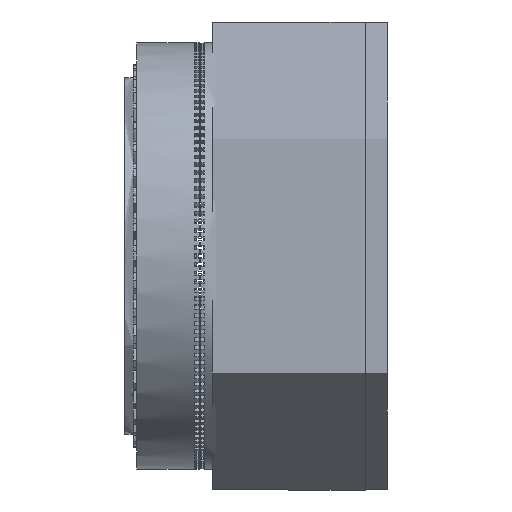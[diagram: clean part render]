
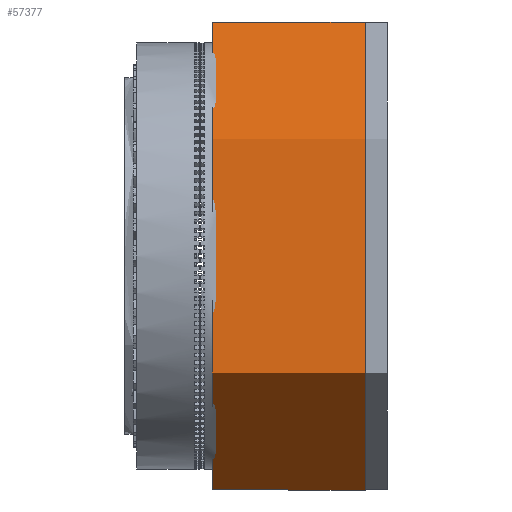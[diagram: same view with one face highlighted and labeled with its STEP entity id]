
A CAD part, front view. The second image highlights one B-rep face of the part: STEP entity #57377.
In plain terms, the highlighted cylindrical face has radius 66.675 mm (diameter 133.35 mm), a partial arc.
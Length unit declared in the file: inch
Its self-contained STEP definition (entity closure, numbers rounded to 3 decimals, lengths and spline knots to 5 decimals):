
#238 = EDGE_CURVE ( 'NONE', #72669, #77403, #34512, .T. ) ;
#365 = AXIS2_PLACEMENT_3D ( 'NONE', #62298, #25853, #68397 ) ;
#1101 = CIRCLE ( 'NONE', #3454, 2.625 ) ;
#1830 = CARTESIAN_POINT ( 'NONE',  ( 1.715, 0., 0. ) ) ;
#3454 = AXIS2_PLACEMENT_3D ( 'NONE', #1830, #44340, #7938 ) ;
#7938 = DIRECTION ( 'NONE',  ( 0., 0., 1. ) ) ;
#10689 = VECTOR ( 'NONE', #42404, 39.37008 ) ;
#15517 = ORIENTED_EDGE ( 'NONE', *, *, #39991, .T. ) ;
#16471 = CARTESIAN_POINT ( 'NONE',  ( 1.715, 0., 2.625 ) ) ;
#20573 = CARTESIAN_POINT ( 'NONE',  ( 0., 0., 2.625 ) ) ;
#22766 = DIRECTION ( 'NONE',  ( -1., 0., 0. ) ) ;
#23601 = ORIENTED_EDGE ( 'NONE', *, *, #67212, .F. ) ;
#24658 = VECTOR ( 'NONE', #22766, 39.37008 ) ;
#25853 = DIRECTION ( 'NONE',  ( -1., 0., 0. ) ) ;
#26852 = LINE ( 'NONE', #66639, #10689 ) ;
#27167 = DIRECTION ( 'NONE',  ( -1., 0., 0. ) ) ;
#34512 = CIRCLE ( 'NONE', #365, 2.625 ) ;
#39991 = EDGE_CURVE ( 'NONE', #68425, #77403, #26852, .T. ) ;
#42404 = DIRECTION ( 'NONE',  ( -1., 0., 0. ) ) ;
#42665 = VERTEX_POINT ( 'NONE', #76086 ) ;
#42994 = EDGE_LOOP ( 'NONE', ( #23601, #54532, #15517, #62160 ) ) ;
#44340 = DIRECTION ( 'NONE',  ( -1., 0., 0. ) ) ;
#45779 = CARTESIAN_POINT ( 'NONE',  ( -0.12557, 0., 0. ) ) ;
#48755 = AXIS2_PLACEMENT_3D ( 'NONE', #45779, #27167, #76123 ) ;
#49464 = EDGE_CURVE ( 'NONE', #42665, #68425, #1101, .T. ) ;
#54532 = ORIENTED_EDGE ( 'NONE', *, *, #49464, .T. ) ;
#57377 = ADVANCED_FACE ( 'NONE', ( #60244 ), #74556, .T. ) ;
#60244 = FACE_OUTER_BOUND ( 'NONE', #42994, .T. ) ;
#62160 = ORIENTED_EDGE ( 'NONE', *, *, #238, .F. ) ;
#62298 = CARTESIAN_POINT ( 'NONE',  ( 0., 0., 0. ) ) ;
#66639 = CARTESIAN_POINT ( 'NONE',  ( -0.12557, 0., 2.625 ) ) ;
#67212 = EDGE_CURVE ( 'NONE', #42665, #72669, #73181, .T. ) ;
#68397 = DIRECTION ( 'NONE',  ( 0., 0., 1. ) ) ;
#68425 = VERTEX_POINT ( 'NONE', #16471 ) ;
#71425 = CARTESIAN_POINT ( 'NONE',  ( -0.12557, 0., -2.625 ) ) ;
#72046 = CARTESIAN_POINT ( 'NONE',  ( 0., 0., -2.625 ) ) ;
#72669 = VERTEX_POINT ( 'NONE', #72046 ) ;
#73181 = LINE ( 'NONE', #71425, #24658 ) ;
#74556 = CYLINDRICAL_SURFACE ( 'NONE', #48755, 2.625 ) ;
#76086 = CARTESIAN_POINT ( 'NONE',  ( 1.715, 0., -2.625 ) ) ;
#76123 = DIRECTION ( 'NONE',  ( 0., 0., 1. ) ) ;
#77403 = VERTEX_POINT ( 'NONE', #20573 ) ;
